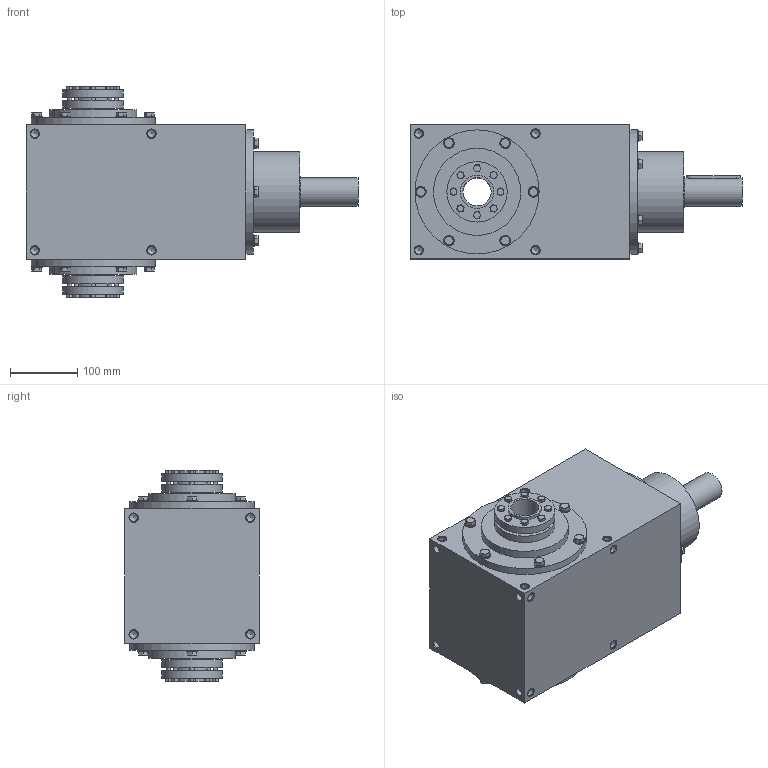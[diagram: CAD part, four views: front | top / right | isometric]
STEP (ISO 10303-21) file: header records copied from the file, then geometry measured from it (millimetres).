
FILE_DESCRIPTION(/* description */ ('STEP AP203'),/* implementation_level */ '2;1');
FILE_NAME(/* name */ 'REA55_R.1_4.5',/* time_stamp */ '2023-01-09T15:40:59+01:00',/* author */ ('License CC BY-ND 4.0'),/* organization */ ('CADENAS'),/* preprocessor_version */ 'ST-DEVELOPER v18.102',/* originating_system */ 'PARTsolutions',/* authorisation */ ' ');
FILE_SCHEMA (('CONFIG_CONTROL_DESIGN'));
Length unit declared in the file: millimetre
Products named in the file (5): REA55_R.1/4.5; RA55-shrink_disk; REC55-shaft; RC_RR55-screw; REA55-case
Assembly tree (22 placements, depth 2):
  REA55_R.1/4.5
    RA55-shrink_disk  x2
    REC55-shaft
    RC_RR55-screw  x18
    REA55-case
Bounding box: 495 x 200 x 314 mm (x, y, z)
Volume: 15253489.6 mm3; surface area: 608968.7 mm2
Topology: 22 solids, 22 shells, 698 faces, 1574 edges, 965 vertices
Faces by surface type: plane 323, cone 254, cylinder 121
Full cylindrical faces by diameter (mm): 6 x16, 8.376 x1, 8.6 x16, 11.835 x44, 16 x18, 42 x3, 44 x1, 46 x2, 50 x4, 55 x2, 60 x2, 90 x4, 120 x1, 130 x2, 185 x3
Entity records: 8625 total; most frequent: CARTESIAN_POINT 1552, DIRECTION 1292, ORIENTED_EDGE 1014, AXIS2_PLACEMENT_3D 582, EDGE_CURVE 507, FACE_BOUND 501, EDGE_LOOP 476, VERTEX_POINT 392
